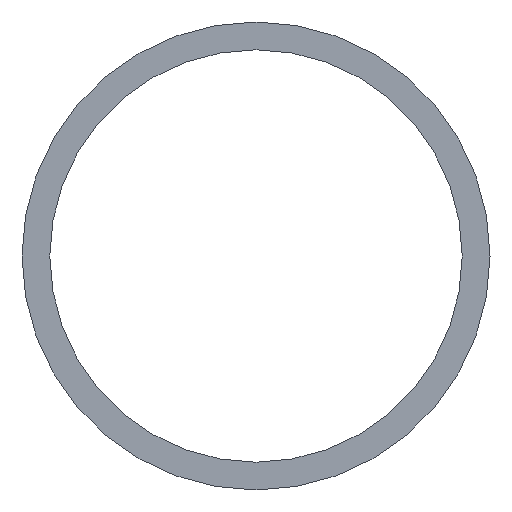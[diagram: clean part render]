
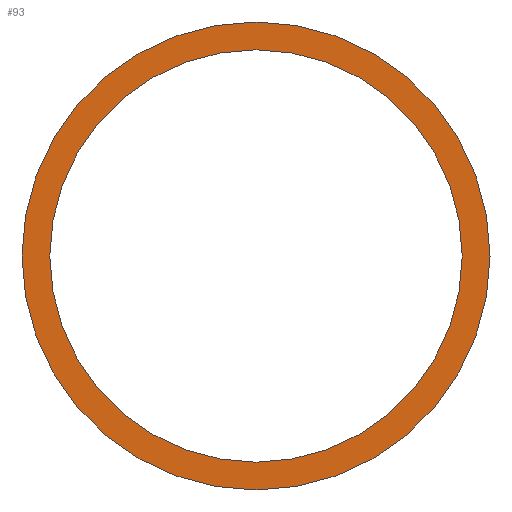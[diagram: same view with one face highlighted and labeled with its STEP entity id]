
A CAD part, left-side view. The second image highlights one B-rep face of the part: STEP entity #93.
In plain terms, the highlighted planar face has unit normal (-1, 0, 0).
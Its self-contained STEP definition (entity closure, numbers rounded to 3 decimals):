
#55 = VERTEX_POINT( '', #125 );
#61 = EDGE_CURVE( '', #55, #71, #133, .T. );
#67 = VERTEX_POINT( '', #139 );
#71 = VERTEX_POINT( '', #144 );
#75 = EDGE_CURVE( '', #89, #67, #148, .T. );
#85 = EDGE_CURVE( '', #71, #55, #159, .T. );
#89 = VERTEX_POINT( '', #163 );
#93 = ADVANCED_FACE( '', ( #167, #168 ), #169, .F. );
#95 = EDGE_CURVE( '', #67, #89, #171, .T. );
#125 = CARTESIAN_POINT( '', ( 0., 0., -250. ) );
#133 = CIRCLE( '', #202, 250. );
#139 = CARTESIAN_POINT( '', ( 0., 0., -220.3 ) );
#144 = CARTESIAN_POINT( '', ( 0., 0., 250. ) );
#148 = CIRCLE( '', #220, 220.3 );
#159 = CIRCLE( '', #236, 250. );
#163 = CARTESIAN_POINT( '', ( 0., 0., 220.3 ) );
#167 = FACE_OUTER_BOUND( '', #247, .T. );
#168 = FACE_BOUND( '', #248, .T. );
#169 = PLANE( '', #249 );
#171 = CIRCLE( '', #252, 220.3 );
#202 = AXIS2_PLACEMENT_3D( '', #278, #279, #280 );
#220 = AXIS2_PLACEMENT_3D( '', #290, #291, #292 );
#236 = AXIS2_PLACEMENT_3D( '', #308, #309, #310 );
#247 = EDGE_LOOP( '', ( #316, #317 ) );
#248 = EDGE_LOOP( '', ( #318, #319 ) );
#249 = AXIS2_PLACEMENT_3D( '', #320, #321, #322 );
#252 = AXIS2_PLACEMENT_3D( '', #323, #324, #325 );
#278 = CARTESIAN_POINT( '', ( 0., 0., 0. ) );
#279 = DIRECTION( '', ( 1., 0., 0. ) );
#280 = DIRECTION( '', ( 0., 0., -1. ) );
#290 = CARTESIAN_POINT( '', ( 0., 0., 0. ) );
#291 = DIRECTION( '', ( 1., 0., 0. ) );
#292 = DIRECTION( '', ( 0., 0., -1. ) );
#308 = CARTESIAN_POINT( '', ( 0., 0., 0. ) );
#309 = DIRECTION( '', ( 1., 0., 0. ) );
#310 = DIRECTION( '', ( 0., 0., -1. ) );
#316 = ORIENTED_EDGE( '', *, *, #61, .F. );
#317 = ORIENTED_EDGE( '', *, *, #85, .F. );
#318 = ORIENTED_EDGE( '', *, *, #95, .T. );
#319 = ORIENTED_EDGE( '', *, *, #75, .T. );
#320 = CARTESIAN_POINT( '', ( 0., 0., 0. ) );
#321 = DIRECTION( '', ( 1., 0., 0. ) );
#322 = DIRECTION( '', ( 0., 0., -1. ) );
#323 = CARTESIAN_POINT( '', ( 0., 0., 0. ) );
#324 = DIRECTION( '', ( 1., 0., 0. ) );
#325 = DIRECTION( '', ( 0., 0., -1. ) );
